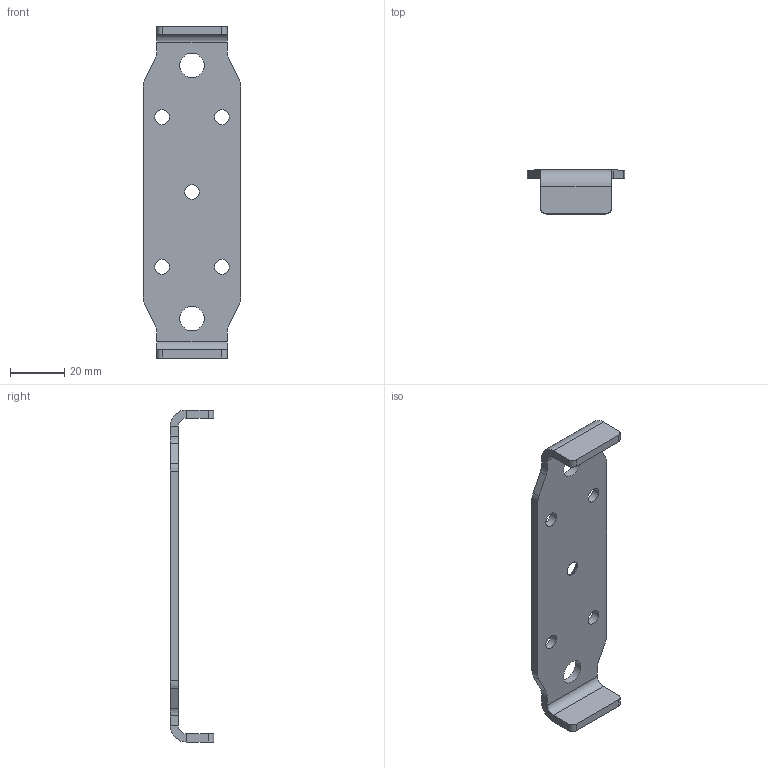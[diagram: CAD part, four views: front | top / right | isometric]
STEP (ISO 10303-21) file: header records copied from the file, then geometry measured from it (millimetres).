
FILE_DESCRIPTION(/* description */ (''),/* implementation_level */ '2;1');
FILE_NAME(/* name */ 'DS0118-BRKTRC-WEB.stp',/* time_stamp */ '2023-03-16T16:06:18+00:00',/* author */ ('rmale'),/* organization */ (''),/* preprocessor_version */ 'ST-DEVELOPER v18',/* originating_system */ 'Autodesk Inventor 2020',/* authorisation */ '');
FILE_SCHEMA (('AUTOMOTIVE_DESIGN { 1 0 10303 214 3 1 1 }'));
Length unit declared in the file: millimetre
Products named in the file (1): DS0118-BRKTRC-WEB
Bounding box: 36 x 16 x 122 mm (x, y, z)
Volume: 13121.5 mm3; surface area: 10233.3 mm2
Topology: 1 solids, 1 shells, 50 faces, 136 edges, 88 vertices
Faces by surface type: plane 26, cylinder 23, cone 1
Full cylindrical faces by diameter (mm): 5.3 x1, 5.5 x4, 9 x2
Entity records: 1720 total; most frequent: DIRECTION 294, CARTESIAN_POINT 275, ORIENTED_EDGE 272, EDGE_CURVE 136, AXIS2_PLACEMENT_3D 107, VERTEX_POINT 88, LINE 80, VECTOR 80
